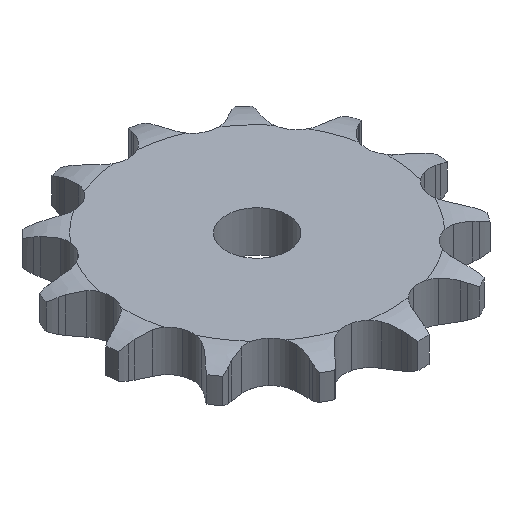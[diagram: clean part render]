
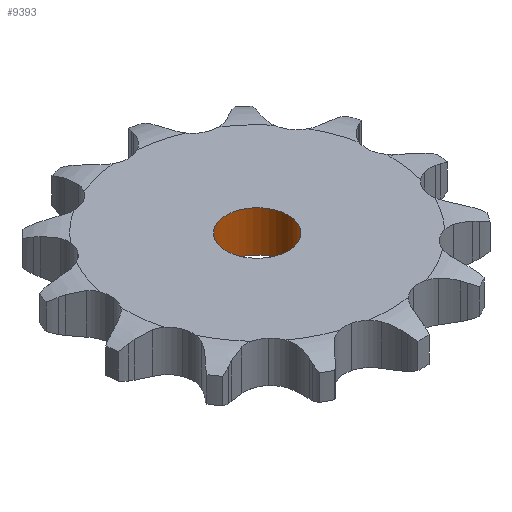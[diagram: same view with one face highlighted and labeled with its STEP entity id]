
A CAD part, isometric view. The second image highlights one B-rep face of the part: STEP entity #9393.
In plain terms, the highlighted cylindrical face has radius 4 mm (diameter 8 mm), a full revolution.
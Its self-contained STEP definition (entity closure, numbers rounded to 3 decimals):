
#446 = PLANE('',#447);
#447 = AXIS2_PLACEMENT_3D('',#448,#449,#450);
#448 = CARTESIAN_POINT('',(0.,0.,5.3));
#449 = DIRECTION('',(-0.,-0.,-1.));
#450 = DIRECTION('',(-1.,0.,0.));
#652 = PLANE('',#653);
#653 = AXIS2_PLACEMENT_3D('',#654,#655,#656);
#654 = CARTESIAN_POINT('',(0.,0.,0.));
#655 = DIRECTION('',(-0.,-0.,-1.));
#656 = DIRECTION('',(-1.,0.,0.));
#2212 = EDGE_CURVE('',#2213,#2213,#2215,.T.);
#2213 = VERTEX_POINT('',#2214);
#2214 = CARTESIAN_POINT('',(4.,0.,5.3));
#2215 = SURFACE_CURVE('',#2216,(#2221,#2232),.PCURVE_S1.);
#2216 = CIRCLE('',#2217,4.);
#2217 = AXIS2_PLACEMENT_3D('',#2218,#2219,#2220);
#2218 = CARTESIAN_POINT('',(0.,0.,5.3));
#2219 = DIRECTION('',(0.,0.,1.));
#2220 = DIRECTION('',(1.,0.,0.));
#2221 = PCURVE('',#446,#2222);
#2222 = DEFINITIONAL_REPRESENTATION('',(#2223),#2231);
#2223 = ( BOUNDED_CURVE() B_SPLINE_CURVE(2,(#2224,#2225,#2226,#2227,
#2228,#2229,#2230),.UNSPECIFIED.,.T.,.F.) B_SPLINE_CURVE_WITH_KNOTS((1,2
    ,2,2,2,1),(-2.094,0.,2.094,4.189,
6.283,8.378),.UNSPECIFIED.) CURVE() 
GEOMETRIC_REPRESENTATION_ITEM() RATIONAL_B_SPLINE_CURVE((1.,0.5,1.,0.5,
1.,0.5,1.)) REPRESENTATION_ITEM('') );
#2224 = CARTESIAN_POINT('',(-4.,0.));
#2225 = CARTESIAN_POINT('',(-4.,6.928));
#2226 = CARTESIAN_POINT('',(2.,3.464));
#2227 = CARTESIAN_POINT('',(8.,0.));
#2228 = CARTESIAN_POINT('',(2.,-3.464));
#2229 = CARTESIAN_POINT('',(-4.,-6.928));
#2230 = CARTESIAN_POINT('',(-4.,0.));
#2231 = ( GEOMETRIC_REPRESENTATION_CONTEXT(2) 
PARAMETRIC_REPRESENTATION_CONTEXT() REPRESENTATION_CONTEXT('2D SPACE',''
  ) );
#2232 = PCURVE('',#2233,#2238);
#2233 = CYLINDRICAL_SURFACE('',#2234,4.);
#2234 = AXIS2_PLACEMENT_3D('',#2235,#2236,#2237);
#2235 = CARTESIAN_POINT('',(0.,0.,70.14));
#2236 = DIRECTION('',(0.,0.,1.));
#2237 = DIRECTION('',(1.,0.,0.));
#2238 = DEFINITIONAL_REPRESENTATION('',(#2239),#2243);
#2239 = LINE('',#2240,#2241);
#2240 = CARTESIAN_POINT('',(0.,-64.84));
#2241 = VECTOR('',#2242,1.);
#2242 = DIRECTION('',(1.,0.));
#2243 = ( GEOMETRIC_REPRESENTATION_CONTEXT(2) 
PARAMETRIC_REPRESENTATION_CONTEXT() REPRESENTATION_CONTEXT('2D SPACE',''
  ) );
#3489 = EDGE_CURVE('',#3490,#3490,#3492,.T.);
#3490 = VERTEX_POINT('',#3491);
#3491 = CARTESIAN_POINT('',(4.,0.,0.));
#3492 = SURFACE_CURVE('',#3493,(#3498,#3509),.PCURVE_S1.);
#3493 = CIRCLE('',#3494,4.);
#3494 = AXIS2_PLACEMENT_3D('',#3495,#3496,#3497);
#3495 = CARTESIAN_POINT('',(0.,0.,0.));
#3496 = DIRECTION('',(0.,0.,1.));
#3497 = DIRECTION('',(1.,0.,0.));
#3498 = PCURVE('',#652,#3499);
#3499 = DEFINITIONAL_REPRESENTATION('',(#3500),#3508);
#3500 = ( BOUNDED_CURVE() B_SPLINE_CURVE(2,(#3501,#3502,#3503,#3504,
#3505,#3506,#3507),.UNSPECIFIED.,.T.,.F.) B_SPLINE_CURVE_WITH_KNOTS((1,2
    ,2,2,2,1),(-2.094,0.,2.094,4.189,
6.283,8.378),.UNSPECIFIED.) CURVE() 
GEOMETRIC_REPRESENTATION_ITEM() RATIONAL_B_SPLINE_CURVE((1.,0.5,1.,0.5,
1.,0.5,1.)) REPRESENTATION_ITEM('') );
#3501 = CARTESIAN_POINT('',(-4.,0.));
#3502 = CARTESIAN_POINT('',(-4.,6.928));
#3503 = CARTESIAN_POINT('',(2.,3.464));
#3504 = CARTESIAN_POINT('',(8.,0.));
#3505 = CARTESIAN_POINT('',(2.,-3.464));
#3506 = CARTESIAN_POINT('',(-4.,-6.928));
#3507 = CARTESIAN_POINT('',(-4.,0.));
#3508 = ( GEOMETRIC_REPRESENTATION_CONTEXT(2) 
PARAMETRIC_REPRESENTATION_CONTEXT() REPRESENTATION_CONTEXT('2D SPACE',''
  ) );
#3509 = PCURVE('',#2233,#3510);
#3510 = DEFINITIONAL_REPRESENTATION('',(#3511),#3515);
#3511 = LINE('',#3512,#3513);
#3512 = CARTESIAN_POINT('',(0.,-70.14));
#3513 = VECTOR('',#3514,1.);
#3514 = DIRECTION('',(1.,0.));
#3515 = ( GEOMETRIC_REPRESENTATION_CONTEXT(2) 
PARAMETRIC_REPRESENTATION_CONTEXT() REPRESENTATION_CONTEXT('2D SPACE',''
  ) );
#9393 = ADVANCED_FACE('',(#9394),#2233,.F.);
#9394 = FACE_BOUND('',#9395,.F.);
#9395 = EDGE_LOOP('',(#9396,#9397,#9418,#9419));
#9396 = ORIENTED_EDGE('',*,*,#2212,.F.);
#9397 = ORIENTED_EDGE('',*,*,#9398,.T.);
#9398 = EDGE_CURVE('',#2213,#3490,#9399,.T.);
#9399 = SEAM_CURVE('',#9400,(#9404,#9411),.PCURVE_S1.);
#9400 = LINE('',#9401,#9402);
#9401 = CARTESIAN_POINT('',(4.,0.,70.14));
#9402 = VECTOR('',#9403,1.);
#9403 = DIRECTION('',(-0.,-0.,-1.));
#9404 = PCURVE('',#2233,#9405);
#9405 = DEFINITIONAL_REPRESENTATION('',(#9406),#9410);
#9406 = LINE('',#9407,#9408);
#9407 = CARTESIAN_POINT('',(6.283,0.));
#9408 = VECTOR('',#9409,1.);
#9409 = DIRECTION('',(0.,-1.));
#9410 = ( GEOMETRIC_REPRESENTATION_CONTEXT(2) 
PARAMETRIC_REPRESENTATION_CONTEXT() REPRESENTATION_CONTEXT('2D SPACE',''
  ) );
#9411 = PCURVE('',#2233,#9412);
#9412 = DEFINITIONAL_REPRESENTATION('',(#9413),#9417);
#9413 = LINE('',#9414,#9415);
#9414 = CARTESIAN_POINT('',(0.,0.));
#9415 = VECTOR('',#9416,1.);
#9416 = DIRECTION('',(0.,-1.));
#9417 = ( GEOMETRIC_REPRESENTATION_CONTEXT(2) 
PARAMETRIC_REPRESENTATION_CONTEXT() REPRESENTATION_CONTEXT('2D SPACE',''
  ) );
#9418 = ORIENTED_EDGE('',*,*,#3489,.T.);
#9419 = ORIENTED_EDGE('',*,*,#9398,.F.);
